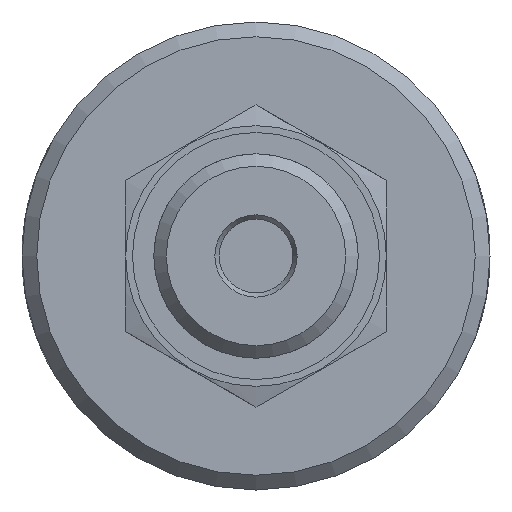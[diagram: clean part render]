
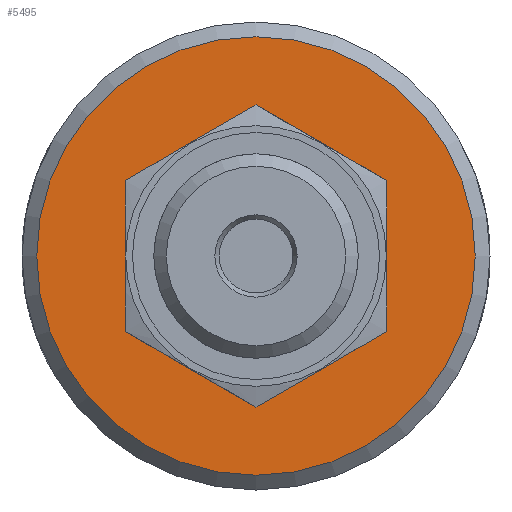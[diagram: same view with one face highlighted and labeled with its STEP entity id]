
A CAD part, left-side view. The second image highlights one B-rep face of the part: STEP entity #5495.
In plain terms, the highlighted planar face has unit normal (-1, 0, 0).
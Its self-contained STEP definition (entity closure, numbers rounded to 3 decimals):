
#78=FACE_BOUND('',#1309,.T.);
#659=PLANE('',#5946);
#962=FACE_OUTER_BOUND('',#1308,.T.);
#1308=EDGE_LOOP('',(#5108));
#1309=EDGE_LOOP('',(#5109,#5110));
#1500=CIRCLE('',#5885,12.7);
#1501=CIRCLE('',#5886,12.7);
#1531=CIRCLE('',#5945,23.8);
#2667=VERTEX_POINT('',#38093);
#2668=VERTEX_POINT('',#38095);
#2713=VERTEX_POINT('',#38313);
#3448=EDGE_CURVE('',#2668,#2667,#1500,.T.);
#3449=EDGE_CURVE('',#2667,#2668,#1501,.T.);
#3515=EDGE_CURVE('',#2713,#2713,#1531,.T.);
#5108=ORIENTED_EDGE('',*,*,#3515,.F.);
#5109=ORIENTED_EDGE('',*,*,#3448,.T.);
#5110=ORIENTED_EDGE('',*,*,#3449,.T.);
#5495=ADVANCED_FACE('',(#962,#78),#659,.T.);
#5885=AXIS2_PLACEMENT_3D('',#38096,#6986,#6987);
#5886=AXIS2_PLACEMENT_3D('',#38097,#6988,#6989);
#5945=AXIS2_PLACEMENT_3D('',#38315,#7126,#7127);
#5946=AXIS2_PLACEMENT_3D('',#38316,#7128,#7129);
#6986=DIRECTION('center_axis',(1.,0.,0.));
#6987=DIRECTION('ref_axis',(0.,1.,0.));
#6988=DIRECTION('center_axis',(1.,0.,0.));
#6989=DIRECTION('ref_axis',(0.,1.,0.));
#7126=DIRECTION('center_axis',(1.,0.,0.));
#7127=DIRECTION('ref_axis',(0.,-1.,0.));
#7128=DIRECTION('center_axis',(-1.,0.,0.));
#7129=DIRECTION('ref_axis',(0.,0.,1.));
#38093=CARTESIAN_POINT('',(0.,-12.7,0.));
#38095=CARTESIAN_POINT('',(0.,12.7,0.));
#38096=CARTESIAN_POINT('Origin',(0.,0.,0.));
#38097=CARTESIAN_POINT('Origin',(0.,0.,0.));
#38313=CARTESIAN_POINT('',(0.,23.8,0.));
#38315=CARTESIAN_POINT('Origin',(0.,0.,0.));
#38316=CARTESIAN_POINT('Origin',(0.,16.199,0.));
